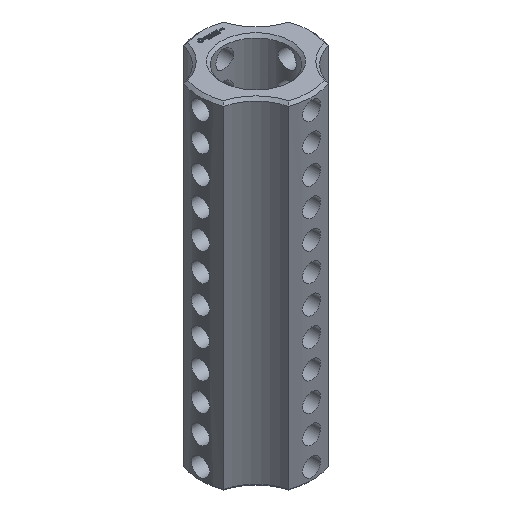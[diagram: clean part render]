
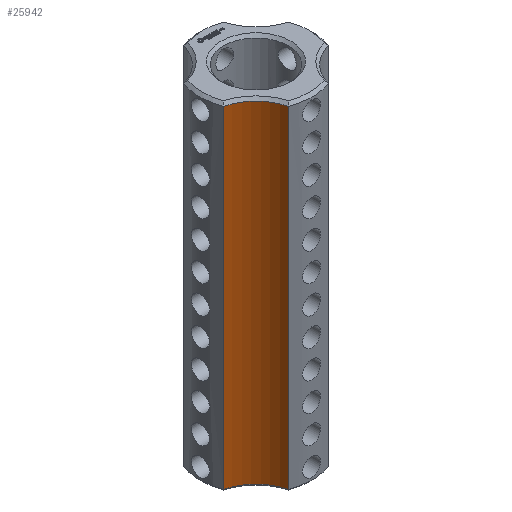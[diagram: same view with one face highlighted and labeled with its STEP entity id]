
A CAD part, isometric view. The second image highlights one B-rep face of the part: STEP entity #25942.
In plain terms, the highlighted cylindrical face has radius 5 mm (diameter 10 mm), a partial arc.
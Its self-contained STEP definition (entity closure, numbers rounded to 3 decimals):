
#2721 = CYLINDRICAL_SURFACE('',#2722,6.25);
#2722 = AXIS2_PLACEMENT_3D('',#2723,#2724,#2725);
#2723 = CARTESIAN_POINT('',(0.,0.,0.));
#2724 = DIRECTION('',(-0.,-0.,-1.));
#2725 = DIRECTION('',(1.,0.,0.));
#5946 = EDGE_CURVE('',#5947,#5949,#5951,.T.);
#5947 = VERTEX_POINT('',#5948);
#5948 = CARTESIAN_POINT('',(-2.225,-5.841,0.3));
#5949 = VERTEX_POINT('',#5950);
#5950 = CARTESIAN_POINT('',(-2.225,-5.841,37.2));
#5951 = SURFACE_CURVE('',#5952,(#5956,#5963),.PCURVE_S1.);
#5952 = LINE('',#5953,#5954);
#5953 = CARTESIAN_POINT('',(-2.225,-5.841,0.));
#5954 = VECTOR('',#5955,1.);
#5955 = DIRECTION('',(0.,0.,1.));
#5956 = PCURVE('',#2721,#5957);
#5957 = DEFINITIONAL_REPRESENTATION('',(#5958),#5962);
#5958 = LINE('',#5959,#5960);
#5959 = CARTESIAN_POINT('',(-4.348,0.));
#5960 = VECTOR('',#5961,1.);
#5961 = DIRECTION('',(-0.,-1.));
#5962 = ( GEOMETRIC_REPRESENTATION_CONTEXT(2) 
PARAMETRIC_REPRESENTATION_CONTEXT() REPRESENTATION_CONTEXT('2D SPACE',''
  ) );
#5963 = PCURVE('',#5964,#5969);
#5964 = CYLINDRICAL_SURFACE('',#5965,5.);
#5965 = AXIS2_PLACEMENT_3D('',#5966,#5967,#5968);
#5966 = CARTESIAN_POINT('',(-7.071,-7.071,0.));
#5967 = DIRECTION('',(-0.,-0.,-1.));
#5968 = DIRECTION('',(1.,0.,0.));
#5969 = DEFINITIONAL_REPRESENTATION('',(#5970),#5974);
#5970 = LINE('',#5971,#5972);
#5971 = CARTESIAN_POINT('',(-0.249,0.));
#5972 = VECTOR('',#5973,1.);
#5973 = DIRECTION('',(-0.,-1.));
#5974 = ( GEOMETRIC_REPRESENTATION_CONTEXT(2) 
PARAMETRIC_REPRESENTATION_CONTEXT() REPRESENTATION_CONTEXT('2D SPACE',''
  ) );
#7998 = CONICAL_SURFACE('',#7999,5.,0.785);
#7999 = AXIS2_PLACEMENT_3D('',#8000,#8001,#8002);
#8000 = CARTESIAN_POINT('',(-7.071,-7.071,0.3));
#8001 = DIRECTION('',(-0.,-0.,-1.));
#8002 = DIRECTION('',(0.969,0.246,0.));
#8230 = CONICAL_SURFACE('',#8231,5.,0.785);
#8231 = AXIS2_PLACEMENT_3D('',#8232,#8233,#8234);
#8232 = CARTESIAN_POINT('',(-7.071,-7.071,37.2));
#8233 = DIRECTION('',(0.,0.,1.));
#8234 = DIRECTION('',(0.969,0.246,0.));
#25942 = ADVANCED_FACE('',(#25943),#5964,.F.);
#25943 = FACE_BOUND('',#25944,.T.);
#25944 = EDGE_LOOP('',(#25945,#25946,#25970,#25998));
#25945 = ORIENTED_EDGE('',*,*,#5946,.T.);
#25946 = ORIENTED_EDGE('',*,*,#25947,.T.);
#25947 = EDGE_CURVE('',#5949,#25948,#25950,.T.);
#25948 = VERTEX_POINT('',#25949);
#25949 = CARTESIAN_POINT('',(-5.841,-2.225,37.2));
#25950 = SURFACE_CURVE('',#25951,(#25956,#25963),.PCURVE_S1.);
#25951 = CIRCLE('',#25952,5.);
#25952 = AXIS2_PLACEMENT_3D('',#25953,#25954,#25955);
#25953 = CARTESIAN_POINT('',(-7.071,-7.071,37.2));
#25954 = DIRECTION('',(0.,-0.,1.));
#25955 = DIRECTION('',(0.969,0.246,0.));
#25956 = PCURVE('',#5964,#25957);
#25957 = DEFINITIONAL_REPRESENTATION('',(#25958),#25962);
#25958 = LINE('',#25959,#25960);
#25959 = CARTESIAN_POINT('',(-0.249,-37.2));
#25960 = VECTOR('',#25961,1.);
#25961 = DIRECTION('',(-1.,0.));
#25962 = ( GEOMETRIC_REPRESENTATION_CONTEXT(2) 
PARAMETRIC_REPRESENTATION_CONTEXT() REPRESENTATION_CONTEXT('2D SPACE',''
  ) );
#25963 = PCURVE('',#8230,#25964);
#25964 = DEFINITIONAL_REPRESENTATION('',(#25965),#25969);
#25965 = LINE('',#25966,#25967);
#25966 = CARTESIAN_POINT('',(0.,0.));
#25967 = VECTOR('',#25968,1.);
#25968 = DIRECTION('',(1.,0.));
#25969 = ( GEOMETRIC_REPRESENTATION_CONTEXT(2) 
PARAMETRIC_REPRESENTATION_CONTEXT() REPRESENTATION_CONTEXT('2D SPACE',''
  ) );
#25970 = ORIENTED_EDGE('',*,*,#25971,.F.);
#25971 = EDGE_CURVE('',#25972,#25948,#25974,.T.);
#25972 = VERTEX_POINT('',#25973);
#25973 = CARTESIAN_POINT('',(-5.841,-2.225,0.3));
#25974 = SURFACE_CURVE('',#25975,(#25979,#25986),.PCURVE_S1.);
#25975 = LINE('',#25976,#25977);
#25976 = CARTESIAN_POINT('',(-5.841,-2.225,0.));
#25977 = VECTOR('',#25978,1.);
#25978 = DIRECTION('',(0.,0.,1.));
#25979 = PCURVE('',#5964,#25980);
#25980 = DEFINITIONAL_REPRESENTATION('',(#25981),#25985);
#25981 = LINE('',#25982,#25983);
#25982 = CARTESIAN_POINT('',(-1.322,0.));
#25983 = VECTOR('',#25984,1.);
#25984 = DIRECTION('',(-0.,-1.));
#25985 = ( GEOMETRIC_REPRESENTATION_CONTEXT(2) 
PARAMETRIC_REPRESENTATION_CONTEXT() REPRESENTATION_CONTEXT('2D SPACE',''
  ) );
#25986 = PCURVE('',#25987,#25992);
#25987 = CYLINDRICAL_SURFACE('',#25988,6.25);
#25988 = AXIS2_PLACEMENT_3D('',#25989,#25990,#25991);
#25989 = CARTESIAN_POINT('',(0.,0.,0.));
#25990 = DIRECTION('',(-0.,-0.,-1.));
#25991 = DIRECTION('',(1.,0.,0.));
#25992 = DEFINITIONAL_REPRESENTATION('',(#25993),#25997);
#25993 = LINE('',#25994,#25995);
#25994 = CARTESIAN_POINT('',(-3.506,0.));
#25995 = VECTOR('',#25996,1.);
#25996 = DIRECTION('',(-0.,-1.));
#25997 = ( GEOMETRIC_REPRESENTATION_CONTEXT(2) 
PARAMETRIC_REPRESENTATION_CONTEXT() REPRESENTATION_CONTEXT('2D SPACE',''
  ) );
#25998 = ORIENTED_EDGE('',*,*,#25999,.F.);
#25999 = EDGE_CURVE('',#5947,#25972,#26000,.T.);
#26000 = SURFACE_CURVE('',#26001,(#26006,#26013),.PCURVE_S1.);
#26001 = CIRCLE('',#26002,5.);
#26002 = AXIS2_PLACEMENT_3D('',#26003,#26004,#26005);
#26003 = CARTESIAN_POINT('',(-7.071,-7.071,0.3));
#26004 = DIRECTION('',(0.,-0.,1.));
#26005 = DIRECTION('',(0.969,0.246,0.));
#26006 = PCURVE('',#5964,#26007);
#26007 = DEFINITIONAL_REPRESENTATION('',(#26008),#26012);
#26008 = LINE('',#26009,#26010);
#26009 = CARTESIAN_POINT('',(-0.249,-0.3));
#26010 = VECTOR('',#26011,1.);
#26011 = DIRECTION('',(-1.,0.));
#26012 = ( GEOMETRIC_REPRESENTATION_CONTEXT(2) 
PARAMETRIC_REPRESENTATION_CONTEXT() REPRESENTATION_CONTEXT('2D SPACE',''
  ) );
#26013 = PCURVE('',#7998,#26014);
#26014 = DEFINITIONAL_REPRESENTATION('',(#26015),#26019);
#26015 = LINE('',#26016,#26017);
#26016 = CARTESIAN_POINT('',(-0.,0.));
#26017 = VECTOR('',#26018,1.);
#26018 = DIRECTION('',(-1.,0.));
#26019 = ( GEOMETRIC_REPRESENTATION_CONTEXT(2) 
PARAMETRIC_REPRESENTATION_CONTEXT() REPRESENTATION_CONTEXT('2D SPACE',''
  ) );
